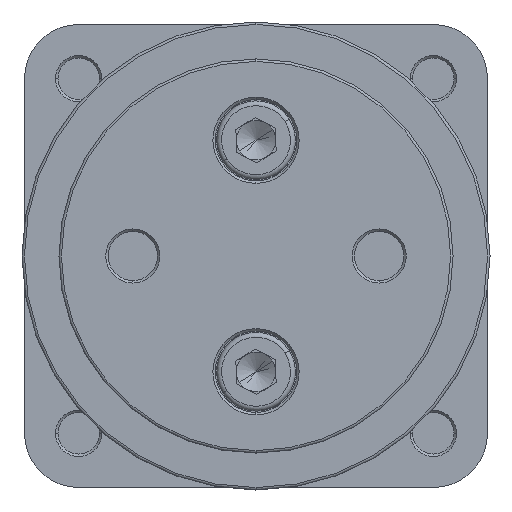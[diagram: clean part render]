
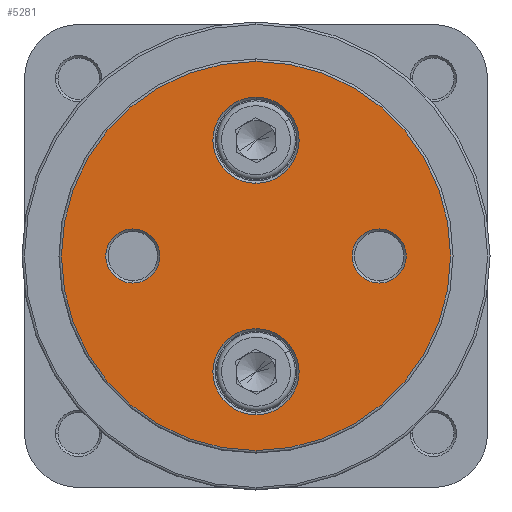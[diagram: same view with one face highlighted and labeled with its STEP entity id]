
A CAD part, left-side view. The second image highlights one B-rep face of the part: STEP entity #5281.
In plain terms, the highlighted planar face has unit normal (-1, 0, 0).
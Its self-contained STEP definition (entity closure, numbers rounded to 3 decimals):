
#68 = EDGE_CURVE ( 'NONE', #5514, #5392, #7859, .T. ) ;
#212 = EDGE_CURVE ( 'NONE', #5627, #5680, #8076, .T. ) ;
#260 = EDGE_CURVE ( 'NONE', #5511, #5477, #8146, .T. ) ;
#266 = EDGE_CURVE ( 'NONE', #5478, #5482, #8155, .T. ) ;
#311 = EDGE_CURVE ( 'NONE', #5476, #5583, #8220, .T. ) ;
#324 = EDGE_CURVE ( 'NONE', #5583, #5476, #8233, .T. ) ;
#327 = EDGE_CURVE ( 'NONE', #5392, #5514, #8237, .T. ) ;
#329 = EDGE_CURVE ( 'NONE', #5680, #5627, #8240, .T. ) ;
#332 = EDGE_CURVE ( 'NONE', #5477, #5511, #8245, .T. ) ;
#343 = EDGE_CURVE ( 'NONE', #5482, #5478, #8259, .T. ) ;
#683 = AXIS2_PLACEMENT_3D ( 'NONE', #1264, #1265, #1266 ) ;
#753 = AXIS2_PLACEMENT_3D ( 'NONE', #1621, #1624, #1625 ) ;
#780 = AXIS2_PLACEMENT_3D ( 'NONE', #1747, #1748, #1749 ) ;
#782 = AXIS2_PLACEMENT_3D ( 'NONE', #1761, #1762, #1763 ) ;
#807 = AXIS2_PLACEMENT_3D ( 'NONE', #1869, #1877, #1878 ) ;
#816 = AXIS2_PLACEMENT_3D ( 'NONE', #1927, #1929, #1930 ) ;
#818 = AXIS2_PLACEMENT_3D ( 'NONE', #1906, #1913, #1914 ) ;
#821 = AXIS2_PLACEMENT_3D ( 'NONE', #1915, #1922, #1923 ) ;
#825 = AXIS2_PLACEMENT_3D ( 'NONE', #1928, #1936, #1937 ) ;
#833 = AXIS2_PLACEMENT_3D ( 'NONE', #1959, #1966, #1967 ) ;
#1117 = AXIS2_PLACEMENT_3D ( 'NONE', #4376, #4385, #4386 ) ;
#1264 = CARTESIAN_POINT ( 'NONE',  ( 0., 0., 0. ) ) ;
#1265 = DIRECTION ( 'NONE',  ( -1., 0., 0. ) ) ;
#1266 = DIRECTION ( 'NONE',  ( 0., 0., -1. ) ) ;
#1621 = CARTESIAN_POINT ( 'NONE',  ( 0., 0., 23.5 ) ) ;
#1624 = DIRECTION ( 'NONE',  ( 1., 0., 0. ) ) ;
#1625 = DIRECTION ( 'NONE',  ( 0., 0., -1. ) ) ;
#1747 = CARTESIAN_POINT ( 'NONE',  ( 0., 25., 0. ) ) ;
#1748 = DIRECTION ( 'NONE',  ( 1., 0., 0. ) ) ;
#1749 = DIRECTION ( 'NONE',  ( 0., 0., -1. ) ) ;
#1761 = CARTESIAN_POINT ( 'NONE',  ( 0., -25., 0. ) ) ;
#1762 = DIRECTION ( 'NONE',  ( 1., 0., 0. ) ) ;
#1763 = DIRECTION ( 'NONE',  ( 0., 0., -1. ) ) ;
#1869 = CARTESIAN_POINT ( 'NONE',  ( 0., 0., -23.5 ) ) ;
#1877 = DIRECTION ( 'NONE',  ( 1., 0., 0. ) ) ;
#1878 = DIRECTION ( 'NONE',  ( 0., 0., -1. ) ) ;
#1906 = CARTESIAN_POINT ( 'NONE',  ( 0., 0., -23.5 ) ) ;
#1913 = DIRECTION ( 'NONE',  ( 1., 0., 0. ) ) ;
#1914 = DIRECTION ( 'NONE',  ( 0., 0., -1. ) ) ;
#1915 = CARTESIAN_POINT ( 'NONE',  ( 0., 0., 0. ) ) ;
#1922 = DIRECTION ( 'NONE',  ( -1., 0., 0. ) ) ;
#1923 = DIRECTION ( 'NONE',  ( 0., 0., -1. ) ) ;
#1927 = CARTESIAN_POINT ( 'NONE',  ( 0., 0., 23.5 ) ) ;
#1928 = CARTESIAN_POINT ( 'NONE',  ( 0., 25., 0. ) ) ;
#1929 = DIRECTION ( 'NONE',  ( 1., 0., 0. ) ) ;
#1930 = DIRECTION ( 'NONE',  ( 0., 0., -1. ) ) ;
#1936 = DIRECTION ( 'NONE',  ( 1., 0., 0. ) ) ;
#1937 = DIRECTION ( 'NONE',  ( 0., 0., -1. ) ) ;
#1959 = CARTESIAN_POINT ( 'NONE',  ( 0., -25., 0. ) ) ;
#1966 = DIRECTION ( 'NONE',  ( 1., 0., 0. ) ) ;
#1967 = DIRECTION ( 'NONE',  ( 0., 0., -1. ) ) ;
#3217 = FACE_OUTER_BOUND ( 'NONE', #7704, .T. ) ;
#3229 = FACE_BOUND ( 'NONE', #7686, .T. ) ;
#3231 = FACE_BOUND ( 'NONE', #7703, .T. ) ;
#3233 = FACE_BOUND ( 'NONE', #7709, .T. ) ;
#3235 = FACE_BOUND ( 'NONE', #7683, .T. ) ;
#4376 = CARTESIAN_POINT ( 'NONE',  ( 0., 0., 0. ) ) ;
#4383 = PLANE ( 'NONE',  #1117 ) ;
#4385 = DIRECTION ( 'NONE',  ( 1., 0., 0. ) ) ;
#4386 = DIRECTION ( 'NONE',  ( 0., 0., -1. ) ) ;
#4632 = ORIENTED_EDGE ( 'NONE', *, *, #327, .T. ) ;
#4654 = ORIENTED_EDGE ( 'NONE', *, *, #343, .T. ) ;
#4657 = ORIENTED_EDGE ( 'NONE', *, *, #266, .T. ) ;
#4669 = ORIENTED_EDGE ( 'NONE', *, *, #329, .T. ) ;
#4670 = ORIENTED_EDGE ( 'NONE', *, *, #212, .T. ) ;
#4675 = ORIENTED_EDGE ( 'NONE', *, *, #311, .T. ) ;
#4677 = ORIENTED_EDGE ( 'NONE', *, *, #68, .T. ) ;
#4681 = ORIENTED_EDGE ( 'NONE', *, *, #332, .T. ) ;
#4682 = ORIENTED_EDGE ( 'NONE', *, *, #260, .T. ) ;
#4705 = ORIENTED_EDGE ( 'NONE', *, *, #324, .T. ) ;
#5281 = ADVANCED_FACE ( 'NONE', ( #3217, #3231, #3233, #3235, #3229 ), #4383, .F. ) ;
#5392 = VERTEX_POINT ( 'NONE', #6399 ) ;
#5476 = VERTEX_POINT ( 'NONE', #6483 ) ;
#5477 = VERTEX_POINT ( 'NONE', #6484 ) ;
#5478 = VERTEX_POINT ( 'NONE', #6485 ) ;
#5482 = VERTEX_POINT ( 'NONE', #6489 ) ;
#5511 = VERTEX_POINT ( 'NONE', #6518 ) ;
#5514 = VERTEX_POINT ( 'NONE', #6521 ) ;
#5583 = VERTEX_POINT ( 'NONE', #6590 ) ;
#5627 = VERTEX_POINT ( 'NONE', #6634 ) ;
#5680 = VERTEX_POINT ( 'NONE', #6687 ) ;
#6399 = CARTESIAN_POINT ( 'NONE',  ( 0., 0., -39.5 ) ) ;
#6483 = CARTESIAN_POINT ( 'NONE',  ( 0., 0., -14.75 ) ) ;
#6484 = CARTESIAN_POINT ( 'NONE',  ( 0., 25., -5.5 ) ) ;
#6485 = CARTESIAN_POINT ( 'NONE',  ( 0., -25., 5.5 ) ) ;
#6489 = CARTESIAN_POINT ( 'NONE',  ( 0., -25., -5.5 ) ) ;
#6518 = CARTESIAN_POINT ( 'NONE',  ( 0., 25., 5.5 ) ) ;
#6521 = CARTESIAN_POINT ( 'NONE',  ( 0., 0., 39.5 ) ) ;
#6590 = CARTESIAN_POINT ( 'NONE',  ( 0., 0., -32.25 ) ) ;
#6634 = CARTESIAN_POINT ( 'NONE',  ( 0., 0., 32.25 ) ) ;
#6687 = CARTESIAN_POINT ( 'NONE',  ( 0., 0., 14.75 ) ) ;
#7683 = EDGE_LOOP ( 'NONE', ( #4657, #4654 ) ) ;
#7686 = EDGE_LOOP ( 'NONE', ( #4682, #4681 ) ) ;
#7703 = EDGE_LOOP ( 'NONE', ( #4675, #4705 ) ) ;
#7704 = EDGE_LOOP ( 'NONE', ( #4632, #4677 ) ) ;
#7709 = EDGE_LOOP ( 'NONE', ( #4670, #4669 ) ) ;
#7859 = CIRCLE ( 'NONE', #683, 39.5 ) ;
#8076 = CIRCLE ( 'NONE', #753, 8.75 ) ;
#8146 = CIRCLE ( 'NONE', #780, 5.5 ) ;
#8155 = CIRCLE ( 'NONE', #782, 5.5 ) ;
#8220 = CIRCLE ( 'NONE', #807, 8.75 ) ;
#8233 = CIRCLE ( 'NONE', #818, 8.75 ) ;
#8237 = CIRCLE ( 'NONE', #821, 39.5 ) ;
#8240 = CIRCLE ( 'NONE', #816, 8.75 ) ;
#8245 = CIRCLE ( 'NONE', #825, 5.5 ) ;
#8259 = CIRCLE ( 'NONE', #833, 5.5 ) ;
